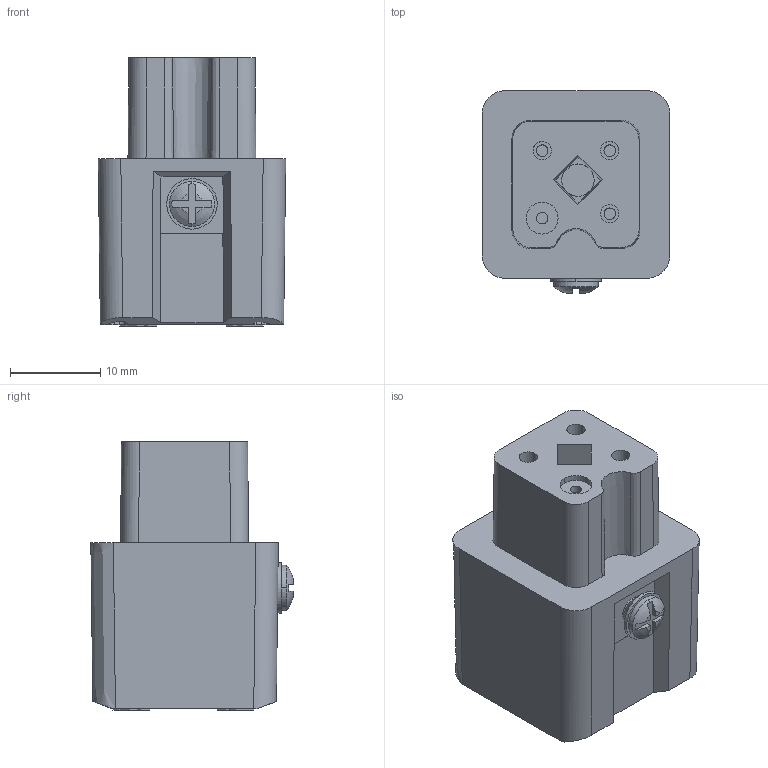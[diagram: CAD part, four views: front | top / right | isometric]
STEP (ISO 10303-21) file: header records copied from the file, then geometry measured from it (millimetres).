
FILE_DESCRIPTION(('HOOPS Exchange Step'),'2;1');
FILE_NAME('export-CFE76251-BE21-485B-B6FE-0AC74144B9B9.stp','2023-02-01T17:02:40+01:00',('Engineering'),('Alibre'),'HOOPS Exchange 2021.0','Alibre','Unknown authorisation');
FILE_SCHEMA( ('AP242_MANAGED_MODEL_BASED_3D_ENGINEERING_MIM_LF {1 0 10303 442 1 1 4 }') );
Length unit declared in the file: millimetre
Products named in the file (2): 6238-1 Contact insert - HC-A03-I-PT-F - 1585265 - (3+PE) Female; 6238 Contact insert - HC-A03-I-PT-F - 1585265 - (3+PE) Female
Assembly tree (1 placements, depth 2):
  6238 Contact insert - HC-A03-I-PT-F - 1585265 - (3+PE) Female
    6238-1 Contact insert - HC-A03-I-PT-F - 1585265 - (3+PE) Female
Bounding box: 20.8 x 22.45 x 29.8 mm (x, y, z)
Volume: 8938.5 mm3; surface area: 3884.1 mm2
Topology: 1 solids, 1 shells, 375 faces, 1012 edges, 660 vertices
Faces by surface type: plane 235, cylinder 60, cone 59, bspline 19, sphere 2
Entity records: 18763 total; most frequent: CARTESIAN_POINT 9401, ORIENTED_EDGE 2024, DIRECTION 1735, EDGE_CURVE 1012, VERTEX_POINT 660, VECTOR 615, LINE 615, AXIS2_PLACEMENT_3D 560
